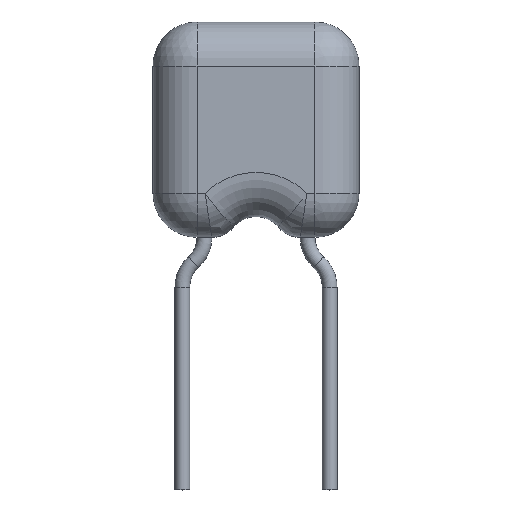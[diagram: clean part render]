
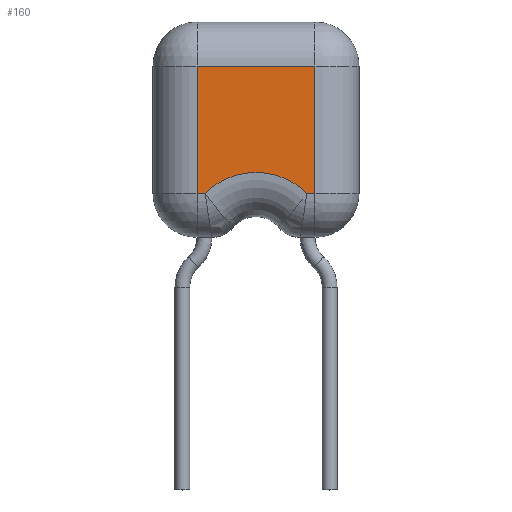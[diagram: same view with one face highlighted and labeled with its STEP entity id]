
A CAD part, top view. The second image highlights one B-rep face of the part: STEP entity #160.
In plain terms, the highlighted planar face has unit normal (0, 0, 1).
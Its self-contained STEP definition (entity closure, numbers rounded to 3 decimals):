
#42 = VERTEX_POINT ( 'NONE', #1306 ) ;
#64 = VECTOR ( 'NONE', #1553, 1000. ) ;
#104 = AXIS2_PLACEMENT_3D ( 'NONE', #674, #1519, #922 ) ;
#153 = CARTESIAN_POINT ( 'NONE',  ( 1.522, 3.236, 2.035 ) ) ;
#160 = ADVANCED_FACE ( 'NONE', ( #718 ), #799, .T. ) ;
#161 = VERTEX_POINT ( 'NONE', #1036 ) ;
#214 = ORIENTED_EDGE ( 'NONE', *, *, #980, .T. ) ;
#221 = ORIENTED_EDGE ( 'NONE', *, *, #552, .T. ) ;
#246 = ORIENTED_EDGE ( 'NONE', *, *, #804, .F. ) ;
#318 = CARTESIAN_POINT ( 'NONE',  ( -1.522, 3.236, 2.035 ) ) ;
#418 = DIRECTION ( 'NONE',  ( 1., 0., 0. ) ) ;
#419 = DIRECTION ( 'NONE',  ( 0., -1., 0. ) ) ;
#484 = ORIENTED_EDGE ( 'NONE', *, *, #782, .F. ) ;
#552 = EDGE_CURVE ( 'NONE', #161, #1279, #700, .T. ) ;
#596 = CIRCLE ( 'NONE', #1379, 2.513 ) ;
#600 = CARTESIAN_POINT ( 'NONE',  ( 2.032, 3.236, 2.035 ) ) ;
#618 = CARTESIAN_POINT ( 'NONE',  ( 2.032, 7.618, 2.035 ) ) ;
#651 = LINE ( 'NONE', #153, #652 ) ;
#652 = VECTOR ( 'NONE', #934, 1000. ) ;
#672 = VERTEX_POINT ( 'NONE', #1490 ) ;
#674 = CARTESIAN_POINT ( 'NONE',  ( 2.032, 3.236, 2.035 ) ) ;
#700 = LINE ( 'NONE', #318, #1211 ) ;
#718 = FACE_OUTER_BOUND ( 'NONE', #786, .T. ) ;
#725 = DIRECTION ( 'NONE',  ( 0., -1., 0. ) ) ;
#751 = CARTESIAN_POINT ( 'NONE',  ( 2.032, 7.618, 2.035 ) ) ;
#770 = EDGE_CURVE ( 'NONE', #777, #1279, #596, .T. ) ;
#777 = VERTEX_POINT ( 'NONE', #1467 ) ;
#782 = EDGE_CURVE ( 'NONE', #672, #1208, #1097, .T. ) ;
#786 = EDGE_LOOP ( 'NONE', ( #246, #997, #484, #214, #221, #1030 ) ) ;
#799 = PLANE ( 'NONE',  #104 ) ;
#804 = EDGE_CURVE ( 'NONE', #42, #777, #651, .T. ) ;
#904 = LINE ( 'NONE', #1414, #1456 ) ;
#922 = DIRECTION ( 'NONE',  ( -1., 0., 0. ) ) ;
#934 = DIRECTION ( 'NONE',  ( -1., 0., 0. ) ) ;
#980 = EDGE_CURVE ( 'NONE', #672, #161, #904, .T. ) ;
#997 = ORIENTED_EDGE ( 'NONE', *, *, #1363, .F. ) ;
#1030 = ORIENTED_EDGE ( 'NONE', *, *, #770, .F. ) ;
#1036 = CARTESIAN_POINT ( 'NONE',  ( -2.032, 3.236, 2.035 ) ) ;
#1045 = LINE ( 'NONE', #600, #1554 ) ;
#1065 = DIRECTION ( 'NONE',  ( 0., 0., 1. ) ) ;
#1097 = LINE ( 'NONE', #751, #64 ) ;
#1139 = CARTESIAN_POINT ( 'NONE',  ( -1.755, 3.236, 2.035 ) ) ;
#1187 = CARTESIAN_POINT ( 'NONE',  ( 0., 1.438, 2.035 ) ) ;
#1208 = VERTEX_POINT ( 'NONE', #618 ) ;
#1211 = VECTOR ( 'NONE', #418, 1000. ) ;
#1279 = VERTEX_POINT ( 'NONE', #1139 ) ;
#1306 = CARTESIAN_POINT ( 'NONE',  ( 2.032, 3.236, 2.035 ) ) ;
#1328 = DIRECTION ( 'NONE',  ( -1., 0., 0. ) ) ;
#1363 = EDGE_CURVE ( 'NONE', #1208, #42, #1045, .T. ) ;
#1379 = AXIS2_PLACEMENT_3D ( 'NONE', #1187, #1065, #1328 ) ;
#1414 = CARTESIAN_POINT ( 'NONE',  ( -2.032, 3.236, 2.035 ) ) ;
#1456 = VECTOR ( 'NONE', #419, 1000. ) ;
#1467 = CARTESIAN_POINT ( 'NONE',  ( 1.755, 3.236, 2.035 ) ) ;
#1490 = CARTESIAN_POINT ( 'NONE',  ( -2.032, 7.618, 2.035 ) ) ;
#1519 = DIRECTION ( 'NONE',  ( 0., 0., 1. ) ) ;
#1553 = DIRECTION ( 'NONE',  ( 1., 0., 0. ) ) ;
#1554 = VECTOR ( 'NONE', #725, 1000. ) ;
